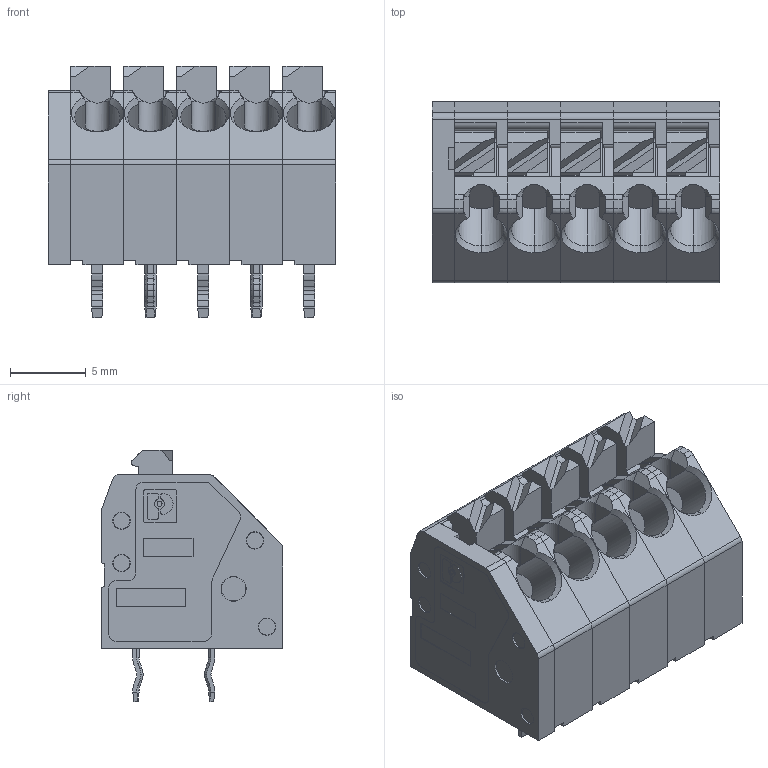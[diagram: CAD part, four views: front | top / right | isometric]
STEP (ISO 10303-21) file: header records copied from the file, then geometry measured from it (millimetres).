
FILE_DESCRIPTION(('CAx-IF Rec.Pracs.---Model Styling and Organization---1.5---2016-08-15','CAx-IF Rec.Pracs.---Geometric and Assembly Validation Properties---4.4---2016-08-17','CAx-IF Rec.Pracs.---User Defined Attributes---1.5---2016-08-15','CAx-IF Rec.Pracs.---External References---2.1---2005-01-19'),'2;1');
FILE_NAME('333451.step','2024-12-14T21:22:07',('Unspecified'),('Unspecified'),'CAD Exchanger 3.10.2 (cadexchanger.com)','Unspecified','');
FILE_SCHEMA(('AUTOMOTIVE_DESIGN { 1 0 10303 214 1 1 1 1 }'));
Length unit declared in the file: millimetre
Products named in the file (12): 2023_06_29_11_07_36_0580; 2023_06_29_11_07_37_0096; 2023_06_29_11_07_37_0080; 2023_06_29_11_07_37_0065; 2023_06_29_11_07_37_0049; 2023_06_29_11_07_37_0033; 2023_06_29_11_07_37_0018; 2023_06_29_11_07_37_0002; 2023_06_29_11_07_36_0987; 2023_06_29_11_07_36_0971; 2023_06_29_11_07_36_0955; 2023_06_29_11_07_36_0940
Assembly tree (11 placements, depth 2):
  2023_06_29_11_07_36_0580
    2023_06_29_11_07_37_0096
    2023_06_29_11_07_37_0080
    2023_06_29_11_07_37_0065
    2023_06_29_11_07_37_0049
    2023_06_29_11_07_37_0033
    2023_06_29_11_07_37_0018
    2023_06_29_11_07_37_0002
    2023_06_29_11_07_36_0987
    2023_06_29_11_07_36_0971
    2023_06_29_11_07_36_0955
    2023_06_29_11_07_36_0940
Bounding box: 19 x 12 x 16.6 mm (x, y, z)
Volume: 2091.1 mm3; surface area: 3249.4 mm2
Topology: 11 solids, 11 shells, 931 faces, 2441 edges, 1599 vertices
Faces by surface type: plane 529, cylinder 282, cone 120
Entity records: 37437 total; most frequent: CARTESIAN_POINT 6127, DIRECTION 5024, ORIENTED_EDGE 4882, EDGE_CURVE 2441, AXIS2_PLACEMENT_3D 1691, LINE 1642, VECTOR 1642, VERTEX_POINT 1599
